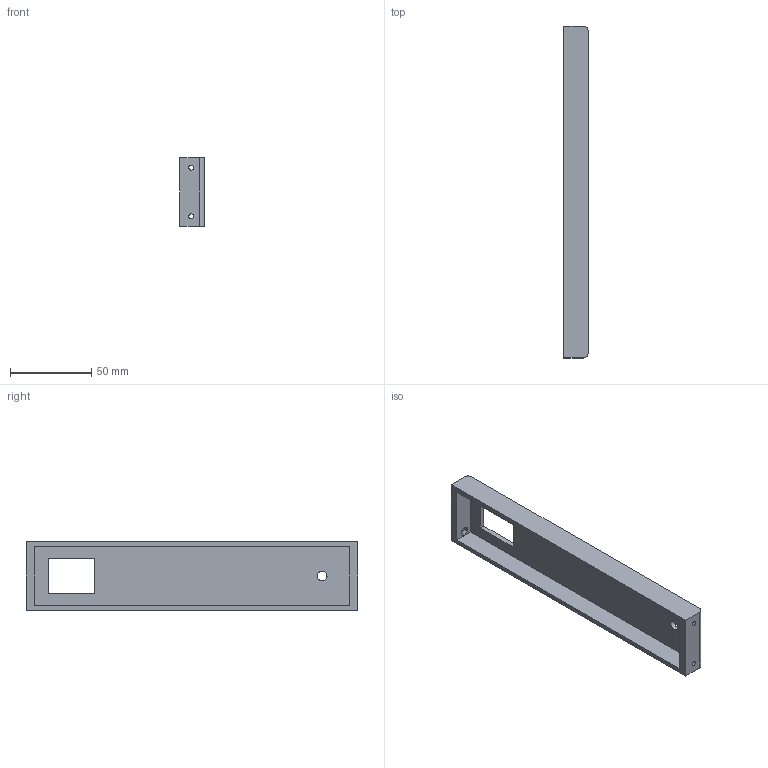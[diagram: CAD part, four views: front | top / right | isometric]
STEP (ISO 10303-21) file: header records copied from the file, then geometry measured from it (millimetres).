
FILE_DESCRIPTION(/* description */ (''),/* implementation_level */ '2;1');
FILE_NAME(/* name */ 'front.step',/* time_stamp */ '2025-04-25T15:08:59+02:00',/* author */ (''),/* organization */ (''),/* preprocessor_version */ 'ST-DEVELOPER v20.1',/* originating_system */ 'Autodesk Translation Framework v14.4.0.0',/* authorisation */ '');
FILE_SCHEMA (('AUTOMOTIVE_DESIGN { 1 0 10303 214 3 1 1 }'));
Length unit declared in the file: millimetre
Products named in the file (1): Front
Bounding box: 15 x 204 x 42 mm (x, y, z)
Volume: 42272.4 mm3; surface area: 29219.3 mm2
Topology: 1 solids, 1 shells, 50 faces, 129 edges, 86 vertices
Faces by surface type: plane 43, cylinder 7
Full cylindrical faces by diameter (mm): 3 x4, 6 x1
Entity records: 1564 total; most frequent: CARTESIAN_POINT 266, ORIENTED_EDGE 258, DIRECTION 245, EDGE_CURVE 129, LINE 115, VECTOR 115, VERTEX_POINT 86, EDGE_LOOP 67
